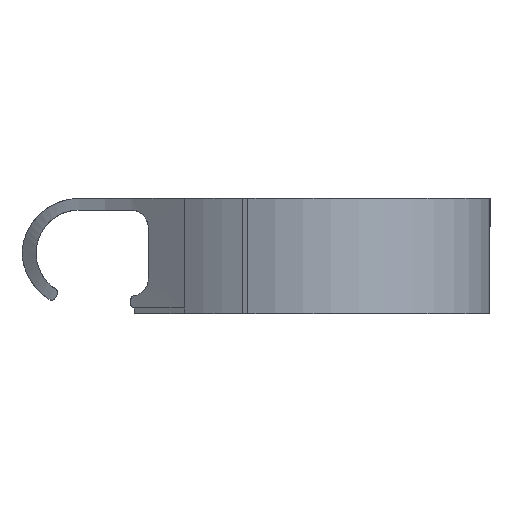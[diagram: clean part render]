
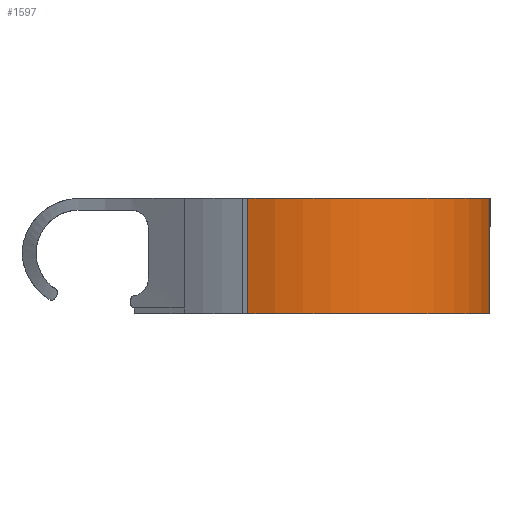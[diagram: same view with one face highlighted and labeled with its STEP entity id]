
A CAD part, front view. The second image highlights one B-rep face of the part: STEP entity #1597.
In plain terms, the highlighted cylindrical face has radius 30 mm (diameter 60 mm), a partial arc.
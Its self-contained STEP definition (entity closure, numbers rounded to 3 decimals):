
#23 = DIRECTION ( 'NONE',  ( 0., 0., 1. ) ) ;
#62 = CIRCLE ( 'NONE', #708, 30. ) ;
#267 = EDGE_CURVE ( 'NONE', #3348, #3910, #1471, .T. ) ;
#436 = ORIENTED_EDGE ( 'NONE', *, *, #610, .T. ) ;
#493 = CARTESIAN_POINT ( 'NONE',  ( -161.25, -46.212, 0. ) ) ;
#610 = EDGE_CURVE ( 'NONE', #3348, #3187, #1216, .T. ) ;
#708 = AXIS2_PLACEMENT_3D ( 'NONE', #960, #3621, #3234 ) ;
#750 = EDGE_CURVE ( 'NONE', #4300, #3910, #4185, .T. ) ;
#752 = VECTOR ( 'NONE', #3519, 1000. ) ;
#874 = DIRECTION ( 'NONE',  ( 0., 0., -1. ) ) ;
#960 = CARTESIAN_POINT ( 'NONE',  ( -149.085, -18.789, 19.05 ) ) ;
#971 = ORIENTED_EDGE ( 'NONE', *, *, #2300, .T. ) ;
#1103 = AXIS2_PLACEMENT_3D ( 'NONE', #3431, #23, #2447 ) ;
#1137 = CARTESIAN_POINT ( 'NONE',  ( -119.085, -18.789, -1. ) ) ;
#1161 = CARTESIAN_POINT ( 'NONE',  ( -161.25, -46.212, 19.05 ) ) ;
#1216 = LINE ( 'NONE', #2736, #2967 ) ;
#1314 = DIRECTION ( 'NONE',  ( 0., 0., 1. ) ) ;
#1471 = CIRCLE ( 'NONE', #1950, 30. ) ;
#1478 = CARTESIAN_POINT ( 'NONE',  ( -119.085, -18.789, 19.05 ) ) ;
#1597 = ADVANCED_FACE ( 'NONE', ( #1623 ), #2767, .T. ) ;
#1623 = FACE_OUTER_BOUND ( 'NONE', #2915, .T. ) ;
#1950 = AXIS2_PLACEMENT_3D ( 'NONE', #2471, #874, #2034 ) ;
#2034 = DIRECTION ( 'NONE',  ( 1., 0., 0. ) ) ;
#2300 = EDGE_CURVE ( 'NONE', #3187, #4300, #62, .T. ) ;
#2447 = DIRECTION ( 'NONE',  ( -1., 0., 0. ) ) ;
#2471 = CARTESIAN_POINT ( 'NONE',  ( -149.085, -18.789, -1. ) ) ;
#2736 = CARTESIAN_POINT ( 'NONE',  ( -119.085, -18.789, 0. ) ) ;
#2767 = CYLINDRICAL_SURFACE ( 'NONE', #1103, 30. ) ;
#2874 = CARTESIAN_POINT ( 'NONE',  ( -161.25, -46.212, -1. ) ) ;
#2915 = EDGE_LOOP ( 'NONE', ( #436, #971, #4062, #3463 ) ) ;
#2967 = VECTOR ( 'NONE', #1314, 1000. ) ;
#3187 = VERTEX_POINT ( 'NONE', #1478 ) ;
#3234 = DIRECTION ( 'NONE',  ( -1., 0., 0. ) ) ;
#3348 = VERTEX_POINT ( 'NONE', #1137 ) ;
#3431 = CARTESIAN_POINT ( 'NONE',  ( -149.085, -18.789, 0. ) ) ;
#3463 = ORIENTED_EDGE ( 'NONE', *, *, #267, .F. ) ;
#3519 = DIRECTION ( 'NONE',  ( 0., 0., -1. ) ) ;
#3621 = DIRECTION ( 'NONE',  ( 0., 0., -1. ) ) ;
#3910 = VERTEX_POINT ( 'NONE', #2874 ) ;
#4062 = ORIENTED_EDGE ( 'NONE', *, *, #750, .T. ) ;
#4185 = LINE ( 'NONE', #493, #752 ) ;
#4300 = VERTEX_POINT ( 'NONE', #1161 ) ;
